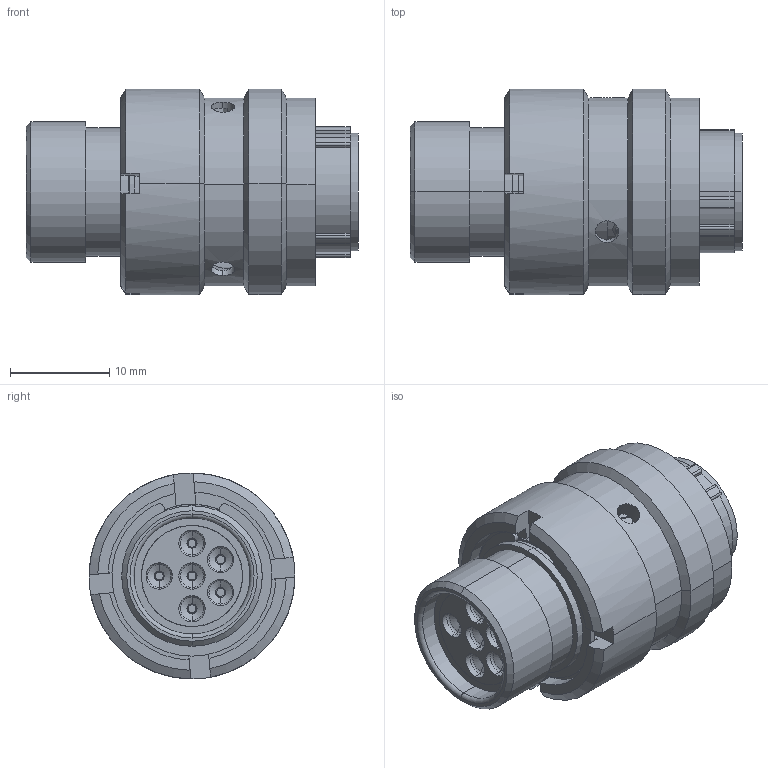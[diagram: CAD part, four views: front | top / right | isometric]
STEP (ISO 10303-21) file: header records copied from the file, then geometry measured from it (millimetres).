
FILE_DESCRIPTION (( 'STEP AP214' ), '1' );
FILE_NAME ('AS610-98PB.STEP', '2013-05-31T08:07:53', ( 'TE Connectivity' ), ( 'TE Connectivity' ), 'SwSTEP 2.0', 'SolidWorks 2011', '' );
FILE_SCHEMA (( 'AUTOMOTIVE_DESIGN' ));
Length unit declared in the file: inch
Products named in the file (1): AS610-98PB
Bounding box: 33.37 x 20.7 x 20.7 mm (x, y, z)
Volume: 5012.1 mm3; surface area: 7872.5 mm2
Topology: 14 solids, 14 shells, 694 faces, 1731 edges, 1089 vertices
Faces by surface type: cylinder 242, plane 236, torus 138, cone 62, bspline 12, sphere 4
Entity records: 33324 total; most frequent: CARTESIAN_POINT 8304, ORIENTED_EDGE 3442, DIRECTION 3155, EDGE_CURVE 1721, AXIS2_PLACEMENT_3D 1354, VERTEX_POINT 1083, EDGE_LOOP 760, LENGTH_MEASURE_WITH_UNIT 710
